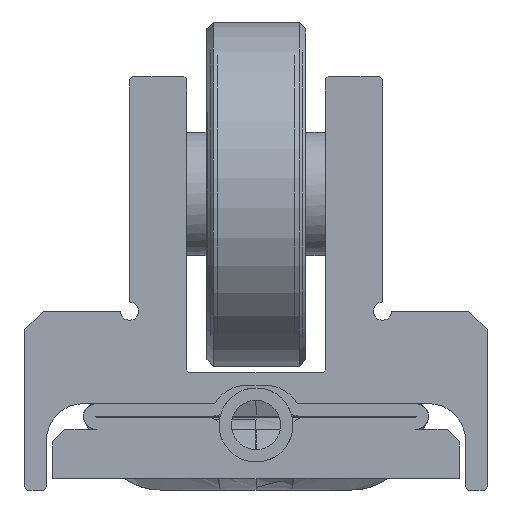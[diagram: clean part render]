
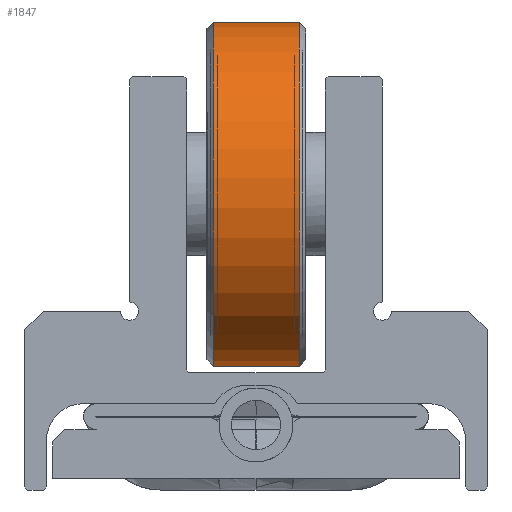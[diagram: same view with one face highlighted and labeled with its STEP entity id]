
A CAD part, front view. The second image highlights one B-rep face of the part: STEP entity #1847.
In plain terms, the highlighted cylindrical face has radius 14 mm (diameter 28 mm), a full revolution.
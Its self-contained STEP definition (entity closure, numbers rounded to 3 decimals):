
#1847 = ADVANCED_FACE( '', ( #4515, #4516 ), #4517, .T. );
#4515 = FACE_OUTER_BOUND( '', #12740, .T. );
#4516 = FACE_OUTER_BOUND( '', #12741, .T. );
#4517 = CYLINDRICAL_SURFACE( '', #12742, 14. );
#12740 = EDGE_LOOP( '', ( #28350 ) );
#12741 = EDGE_LOOP( '', ( #28351 ) );
#12742 = AXIS2_PLACEMENT_3D( '', #28352, #28353, #28354 );
#28350 = ORIENTED_EDGE( '', *, *, #31915, .T. );
#28351 = ORIENTED_EDGE( '', *, *, #33138, .T. );
#28352 = CARTESIAN_POINT( '', ( 4.025, 20., 9.5 ) );
#28353 = DIRECTION( '', ( 1., 0., 0. ) );
#28354 = DIRECTION( '', ( 0., 0.091, 0.996 ) );
#31915 = EDGE_CURVE( '', #34107, #34107, #34108, .T. );
#33138 = EDGE_CURVE( '', #36046, #36046, #36047, .F. );
#34107 = VERTEX_POINT( '', #37330 );
#34108 = CIRCLE( '', #37331, 14. );
#36046 = VERTEX_POINT( '', #40764 );
#36047 = CIRCLE( '', #40765, 14. );
#37330 = CARTESIAN_POINT( '', ( 3.525, 21.269, 23.442 ) );
#37331 = AXIS2_PLACEMENT_3D( '', #42156, #42157, #42158 );
#40764 = CARTESIAN_POINT( '', ( -3.475, 21.269, 23.442 ) );
#40765 = AXIS2_PLACEMENT_3D( '', #43945, #43946, #43947 );
#42156 = CARTESIAN_POINT( '', ( 3.525, 20., 9.5 ) );
#42157 = DIRECTION( '', ( -1., 0., 0. ) );
#42158 = DIRECTION( '', ( 0., 0.091, 0.996 ) );
#43945 = CARTESIAN_POINT( '', ( -3.475, 20., 9.5 ) );
#43946 = DIRECTION( '', ( -1., 0., 0. ) );
#43947 = DIRECTION( '', ( 0., 0.091, 0.996 ) );
